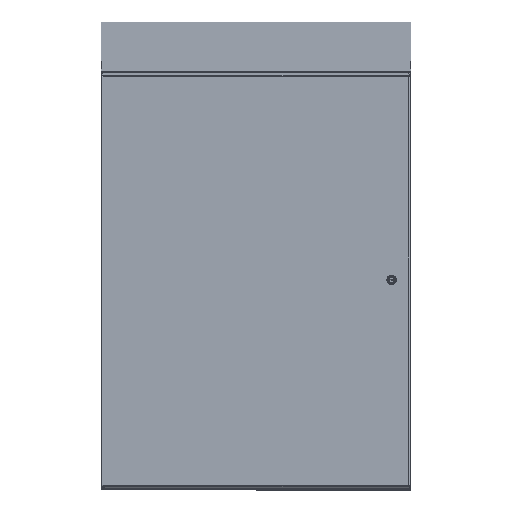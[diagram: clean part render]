
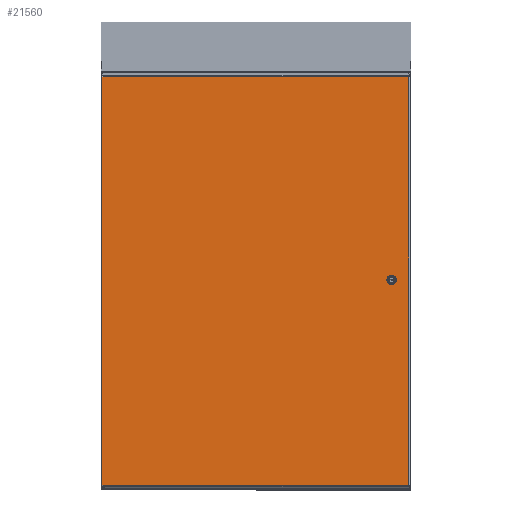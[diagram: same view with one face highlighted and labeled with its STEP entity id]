
A CAD part, top view. The second image highlights one B-rep face of the part: STEP entity #21560.
In plain terms, the highlighted planar face has unit normal (0, 0, 1).
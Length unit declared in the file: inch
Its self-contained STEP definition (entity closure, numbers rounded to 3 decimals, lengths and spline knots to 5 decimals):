
#19995=CARTESIAN_POINT('',(33.71087,-22.95816,0.074));
#19996=VERTEX_POINT('',#19995);
#20003=CARTESIAN_POINT('',(33.52499,-22.77223,0.074));
#20004=VERTEX_POINT('',#20003);
#20005=CARTESIAN_POINT('',(33.31134,-23.17168,0.074));
#20006=DIRECTION('',(0.0,0.0,-1.0));
#20007=DIRECTION('',(0.882,0.471,0.0));
#20008=AXIS2_PLACEMENT_3D('',#20005,#20006,#20007);
#20009=CIRCLE('',#20008,0.453);
#20010=EDGE_CURVE('',#20004,#19996,#20009,.T.);
#20035=CARTESIAN_POINT('',(33.09787,-22.77223,0.074));
#20036=VERTEX_POINT('',#20035);
#20037=CARTESIAN_POINT('',(33.09787,-22.77223,0.074));
#20038=DIRECTION('',(1.0,0.,0.0));
#20039=VECTOR('',#20038,0.42712);
#20040=LINE('',#20037,#20039);
#20041=EDGE_CURVE('',#20036,#20004,#20040,.T.);
#20067=CARTESIAN_POINT('',(32.91187,-22.95816,0.074));
#20068=VERTEX_POINT('',#20067);
#20069=CARTESIAN_POINT('',(33.31134,-23.17177,0.074));
#20070=DIRECTION('',(0.0,0.0,-1.0));
#20071=DIRECTION('',(-0.471,0.882,0.0));
#20072=AXIS2_PLACEMENT_3D('',#20069,#20070,#20071);
#20073=CIRCLE('',#20072,0.453);
#20074=EDGE_CURVE('',#20068,#20036,#20073,.T.);
#20099=CARTESIAN_POINT('',(32.91187,-23.38529,0.074));
#20100=VERTEX_POINT('',#20099);
#20101=CARTESIAN_POINT('',(32.91187,-23.38529,0.074));
#20102=DIRECTION('',(0.,1.0,0.0));
#20103=VECTOR('',#20102,0.42712);
#20104=LINE('',#20101,#20103);
#20105=EDGE_CURVE('',#20100,#20068,#20104,.T.);
#20131=CARTESIAN_POINT('',(33.0978,-23.57123,0.074));
#20132=VERTEX_POINT('',#20131);
#20133=CARTESIAN_POINT('',(33.31137,-23.17173,0.074));
#20134=DIRECTION('',(0.0,0.0,-1.0));
#20135=DIRECTION('',(-0.882,-0.471,0.0));
#20136=AXIS2_PLACEMENT_3D('',#20133,#20134,#20135);
#20137=CIRCLE('',#20136,0.453);
#20138=EDGE_CURVE('',#20132,#20100,#20137,.T.);
#20163=CARTESIAN_POINT('',(33.52493,-23.57123,0.074));
#20164=VERTEX_POINT('',#20163);
#20165=CARTESIAN_POINT('',(33.52493,-23.57123,0.074));
#20166=DIRECTION('',(-1.0,0.,0.0));
#20167=VECTOR('',#20166,0.42712);
#20168=LINE('',#20165,#20167);
#20169=EDGE_CURVE('',#20164,#20132,#20168,.T.);
#20195=CARTESIAN_POINT('',(33.71087,-23.38529,0.074));
#20196=VERTEX_POINT('',#20195);
#20197=CARTESIAN_POINT('',(33.31137,-23.17173,0.074));
#20198=DIRECTION('',(0.0,0.0,-1.0));
#20199=DIRECTION('',(0.471,-0.882,0.0));
#20200=AXIS2_PLACEMENT_3D('',#20197,#20198,#20199);
#20201=CIRCLE('',#20200,0.453);
#20202=EDGE_CURVE('',#20196,#20164,#20201,.T.);
#20225=CARTESIAN_POINT('',(33.71087,-22.95816,0.074));
#20226=DIRECTION('',(0.,-1.0,0.0));
#20227=VECTOR('',#20226,0.42712);
#20228=LINE('',#20225,#20227);
#20229=EDGE_CURVE('',#19996,#20196,#20228,.T.);
#20282=CARTESIAN_POINT('',(35.33112,-47.0199,0.074));
#20283=VERTEX_POINT('',#20282);
#20311=CARTESIAN_POINT('',(35.33112,0.42645,0.074));
#20312=VERTEX_POINT('',#20311);
#20323=CARTESIAN_POINT('',(35.33112,-47.0199,0.074));
#20324=DIRECTION('',(0.0,1.0,0.0));
#20325=VECTOR('',#20324,47.44636);
#20326=LINE('',#20323,#20325);
#20327=EDGE_CURVE('',#20283,#20312,#20326,.T.);
#20774=CARTESIAN_POINT('',(-0.33338,-47.0199,0.074));
#20775=VERTEX_POINT('',#20774);
#20871=CARTESIAN_POINT('',(-0.33338,0.42645,0.074));
#20872=VERTEX_POINT('',#20871);
#20873=CARTESIAN_POINT('',(-0.33338,0.42645,0.074));
#20874=DIRECTION('',(0.0,-1.0,0.0));
#20875=VECTOR('',#20874,47.44636);
#20876=LINE('',#20873,#20875);
#20877=EDGE_CURVE('',#20872,#20775,#20876,.T.);
#21483=CARTESIAN_POINT('',(35.33112,0.42645,0.074));
#21484=DIRECTION('',(-1.0,0.0,0.0));
#21485=VECTOR('',#21484,35.6645);
#21486=LINE('',#21483,#21485);
#21487=EDGE_CURVE('',#20312,#20872,#21486,.T.);
#21517=CARTESIAN_POINT('',(-0.33338,-47.0199,0.074));
#21518=DIRECTION('',(1.0,0.0,0.0));
#21519=VECTOR('',#21518,35.6645);
#21520=LINE('',#21517,#21519);
#21521=EDGE_CURVE('',#20775,#20283,#21520,.T.);
#21539=CARTESIAN_POINT('',(17.49887,-23.29673,0.074));
#21540=DIRECTION('',(0.0,0.0,1.0));
#21541=DIRECTION('',(1.0,0.0,0.0));
#21542=AXIS2_PLACEMENT_3D('',#21539,#21540,#21541);
#21543=PLANE('',#21542);
#21544=ORIENTED_EDGE('',*,*,#21521,.T.);
#21545=ORIENTED_EDGE('',*,*,#20327,.T.);
#21546=ORIENTED_EDGE('',*,*,#21487,.T.);
#21547=ORIENTED_EDGE('',*,*,#20877,.T.);
#21548=EDGE_LOOP('',(#21544,#21545,#21546,#21547));
#21549=FACE_OUTER_BOUND('',#21548,.T.);
#21550=ORIENTED_EDGE('',*,*,#20010,.T.);
#21551=ORIENTED_EDGE('',*,*,#20229,.T.);
#21552=ORIENTED_EDGE('',*,*,#20202,.T.);
#21553=ORIENTED_EDGE('',*,*,#20169,.T.);
#21554=ORIENTED_EDGE('',*,*,#20138,.T.);
#21555=ORIENTED_EDGE('',*,*,#20105,.T.);
#21556=ORIENTED_EDGE('',*,*,#20074,.T.);
#21557=ORIENTED_EDGE('',*,*,#20041,.T.);
#21558=EDGE_LOOP('',(#21550,#21551,#21552,#21553,#21554,#21555,#21556,#21557));
#21559=FACE_BOUND('',#21558,.T.);
#21560=ADVANCED_FACE('',(#21549,#21559),#21543,.T.);
